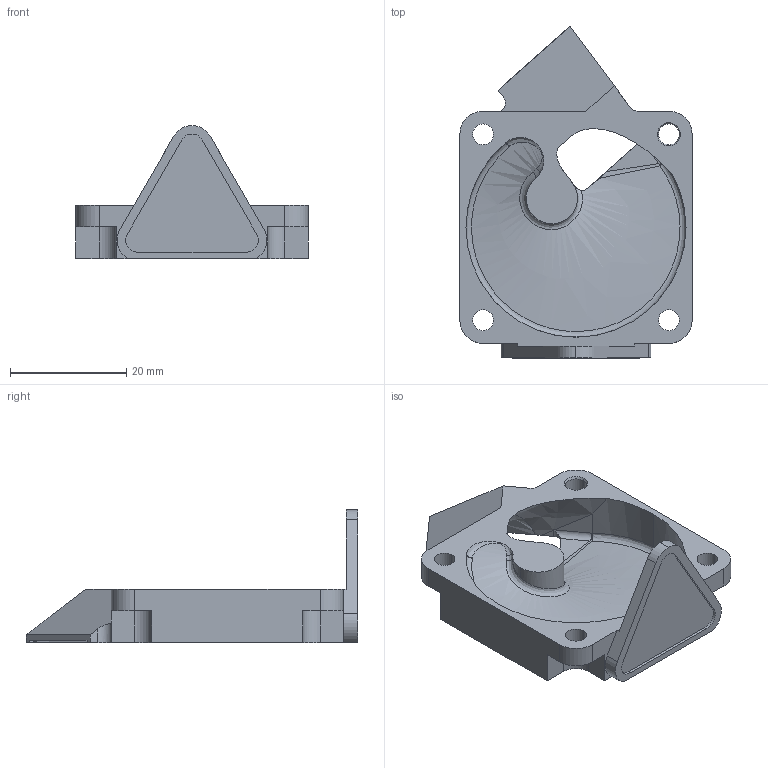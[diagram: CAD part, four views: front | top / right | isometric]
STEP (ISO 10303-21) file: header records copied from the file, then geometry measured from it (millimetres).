
FILE_DESCRIPTION (( 'STEP AP203' ), '1' );
FILE_NAME ('PR1202B_U1_Fan_Duct_RevA.STEP', '2023-10-16T18:12:09', ( '' ), ( '' ), 'SwSTEP 2.0', 'SolidWorks 2022', '' );
FILE_SCHEMA (( 'CONFIG_CONTROL_DESIGN' ));
Length unit declared in the file: millimetre
Products named in the file (1): PR1202B_U1_Fan_Duct_RevA
Bounding box: 40 x 57.16 x 22.9 mm (x, y, z)
Volume: 8003.6 mm3; surface area: 6262 mm2
Topology: 1 solids, 1 shells, 88 faces, 251 edges, 163 vertices
Faces by surface type: plane 39, cylinder 35, bspline 12, cone 2
Entity records: 4197 total; most frequent: CARTESIAN_POINT 1890, ORIENTED_EDGE 498, DIRECTION 427, EDGE_CURVE 249, VERTEX_POINT 163, AXIS2_PLACEMENT_3D 145, VECTOR 137, LINE 137
